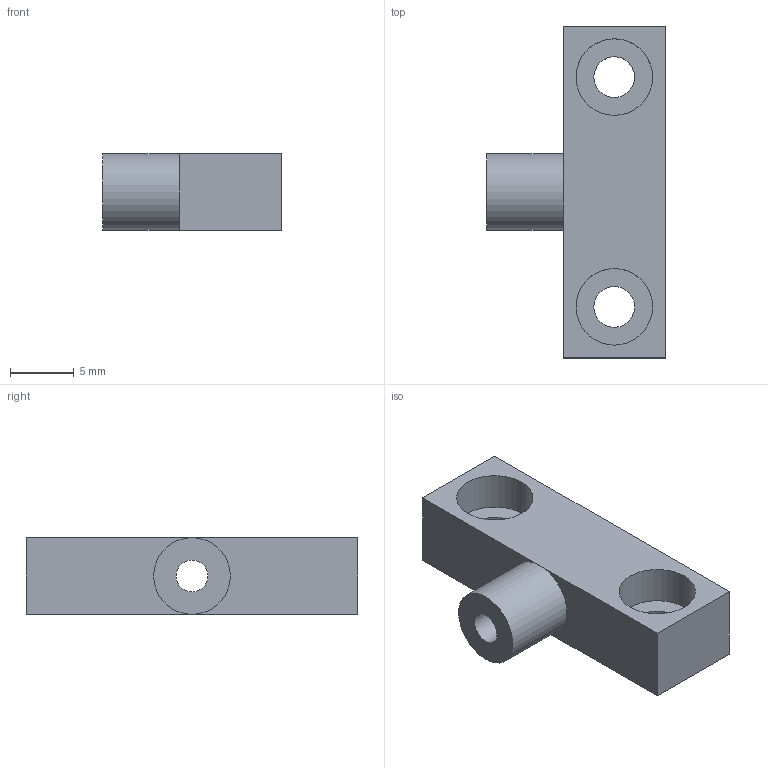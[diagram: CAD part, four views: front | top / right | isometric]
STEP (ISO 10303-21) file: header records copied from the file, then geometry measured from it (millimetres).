
FILE_DESCRIPTION(('FreeCAD Model'),'2;1');
FILE_NAME('Interface-Rotule_1.step','2015-11-25T22:48:49',('Author'),(''), 'Open CASCADE STEP processor 6.8','FreeCAD','Unknown');
FILE_SCHEMA(('AUTOMOTIVE_DESIGN_CC2 { 1 2 10303 214 -1 1 5 4 }'));
Length unit declared in the file: millimetre
Products named in the file (2): ASSEMBLY; Pocket002
Assembly tree (1 placements, depth 2):
  ASSEMBLY
    Pocket002
Bounding box: 14 x 26 x 6 mm (x, y, z)
Volume: 1131 mm3; surface area: 1178.5 mm2
Topology: 1 solids, 1 shells, 16 faces, 34 edges, 22 vertices
Faces by surface type: plane 10, cylinder 6
Full cylindrical faces by diameter (mm): 2.5 x1, 3.2 x2, 6 x3
Entity records: 950 total; most frequent: CARTESIAN_POINT 184, DIRECTION 145, LINE 74, VECTOR 74, ORIENTED_EDGE 68, PCURVE 68, DEFINITIONAL_REPRESENTATION 68, EDGE_CURVE 34
